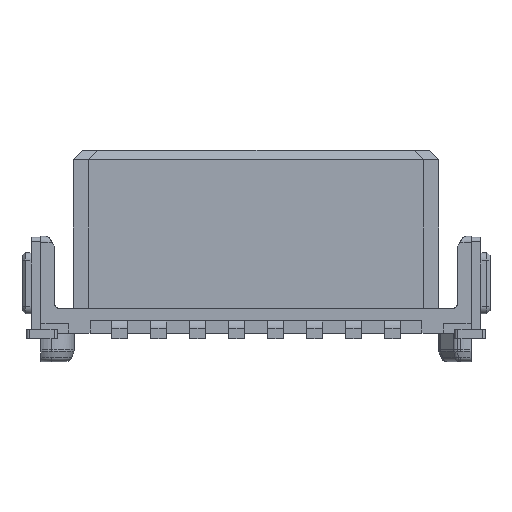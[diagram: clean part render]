
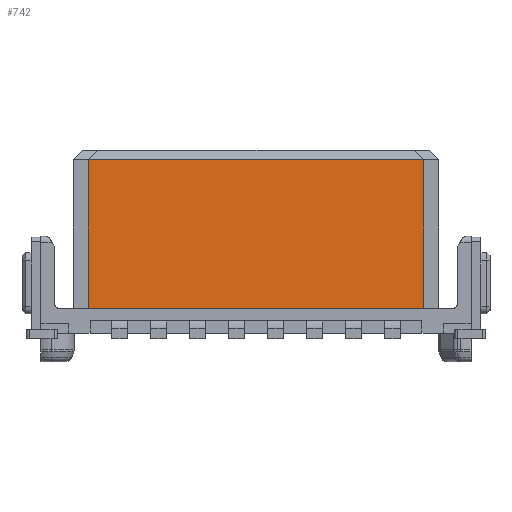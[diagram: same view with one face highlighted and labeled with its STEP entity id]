
A CAD part, front view. The second image highlights one B-rep face of the part: STEP entity #742.
In plain terms, the highlighted planar face has unit normal (0, -1, 0).
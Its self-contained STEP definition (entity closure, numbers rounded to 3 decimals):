
#715=AXIS2_PLACEMENT_3D('Plane Axis2P3D',#712,#713,#714) ;
#49=CARTESIAN_POINT('Vertex',(2.165,2.175,6.58)) ;
#52=CARTESIAN_POINT('Line Origine',(7.62,2.175,6.58)) ;
#56=CARTESIAN_POINT('Vertex',(13.075,2.175,6.58)) ;
#712=CARTESIAN_POINT('Axis2P3D Location',(13.175,2.175,1.63)) ;
#717=CARTESIAN_POINT('Line Origine',(7.62,2.175,1.73)) ;
#721=CARTESIAN_POINT('Vertex',(2.165,2.175,1.73)) ;
#723=CARTESIAN_POINT('Vertex',(13.075,2.175,1.73)) ;
#726=CARTESIAN_POINT('Line Origine',(13.075,2.175,4.155)) ;
#731=CARTESIAN_POINT('Line Origine',(2.165,2.175,4.155)) ;
#53=DIRECTION('Vector Direction',(-1.,0.,0.)) ;
#713=DIRECTION('Axis2P3D Direction',(0.,-1.,0.)) ;
#714=DIRECTION('Axis2P3D XDirection',(0.,0.,1.)) ;
#718=DIRECTION('Vector Direction',(1.,0.,0.)) ;
#727=DIRECTION('Vector Direction',(0.,0.,1.)) ;
#732=DIRECTION('Vector Direction',(0.,0.,-1.)) ;
#54=VECTOR('Line Direction',#53,1.) ;
#719=VECTOR('Line Direction',#718,1.) ;
#728=VECTOR('Line Direction',#727,1.) ;
#733=VECTOR('Line Direction',#732,1.) ;
#737=ORIENTED_EDGE('',*,*,#725,.T.) ;
#738=ORIENTED_EDGE('',*,*,#730,.T.) ;
#739=ORIENTED_EDGE('',*,*,#58,.T.) ;
#740=ORIENTED_EDGE('',*,*,#735,.T.) ;
#742=ADVANCED_FACE('Hauptk\X2\00F6\X0\rper',(#741),#716,.T.) ;
#58=EDGE_CURVE('',#57,#50,#55,.T.) ;
#725=EDGE_CURVE('',#722,#724,#720,.T.) ;
#730=EDGE_CURVE('',#724,#57,#729,.T.) ;
#735=EDGE_CURVE('',#50,#722,#734,.T.) ;
#736=EDGE_LOOP('',(#737,#738,#739,#740)) ;
#741=FACE_OUTER_BOUND('',#736,.T.) ;
#55=LINE('Line',#52,#54) ;
#720=LINE('Line',#717,#719) ;
#729=LINE('Line',#726,#728) ;
#734=LINE('Line',#731,#733) ;
#716=PLANE('',#715) ;
#50=VERTEX_POINT('',#49) ;
#57=VERTEX_POINT('',#56) ;
#722=VERTEX_POINT('',#721) ;
#724=VERTEX_POINT('',#723) ;
